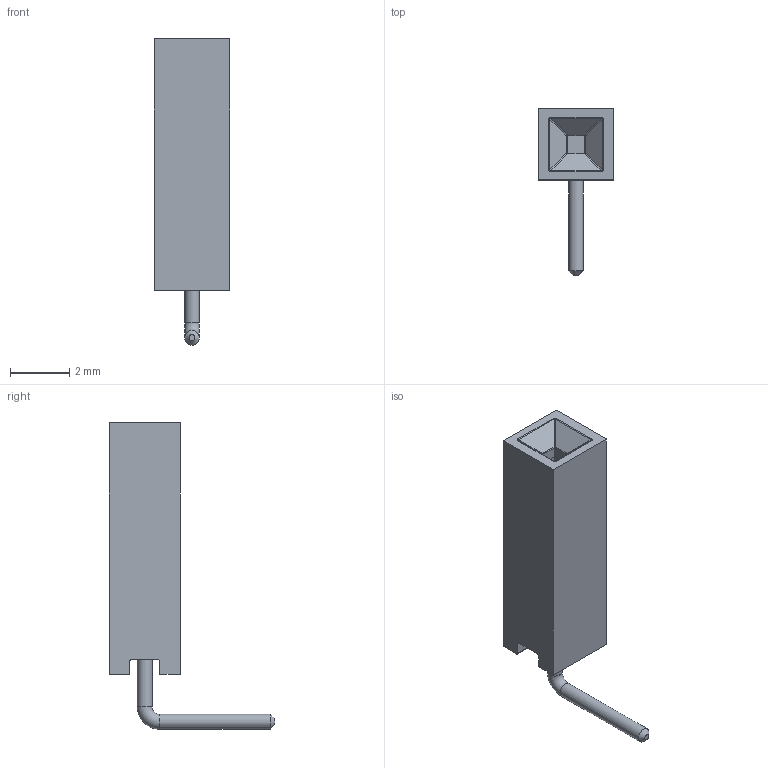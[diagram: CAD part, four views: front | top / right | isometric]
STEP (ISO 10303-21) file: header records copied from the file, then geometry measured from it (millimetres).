
FILE_DESCRIPTION(/* description */ (''),/* implementation_level */ '2;1');
FILE_NAME(/* name */ 'Buchsenleiste_female_90_1.stp',/* time_stamp */ '2017-10-25T20:11:40+02:00',/* author */ ('Alex'),/* organization */ (''),/* preprocessor_version */ 'ST-DEVELOPER v16.5',/* originating_system */ 'Autodesk Inventor 2017',/* authorisation */ '');
FILE_SCHEMA (('AUTOMOTIVE_DESIGN { 1 0 10303 214 3 1 1 }'));
Length unit declared in the file: millimetre
Products named in the file (1): Buchsenleiste_female_90_1
Bounding box: 2.54 x 5.6 x 10.35 mm (x, y, z)
Volume: 48.7 mm3; surface area: 122.5 mm2
Topology: 1 solids, 1 shells, 56 faces, 129 edges, 77 vertices
Faces by surface type: plane 24, cylinder 18, bspline 12, cone 1, torus 1
Full cylindrical faces by diameter (mm): 0.5 x2
Entity records: 1787 total; most frequent: CARTESIAN_POINT 487, DIRECTION 272, ORIENTED_EDGE 250, EDGE_CURVE 125, AXIS2_PLACEMENT_3D 102, VERTEX_POINT 77, LINE 68, VECTOR 68
